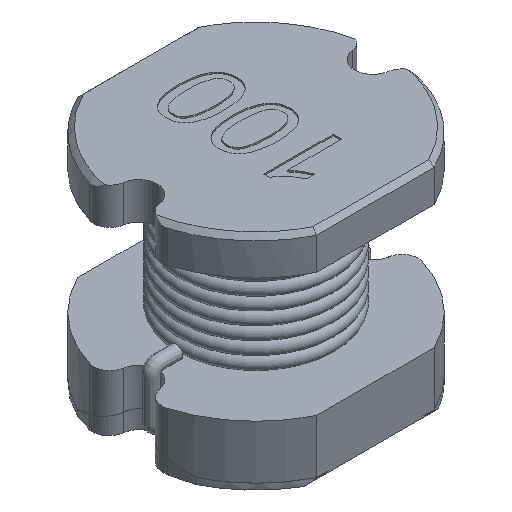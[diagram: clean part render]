
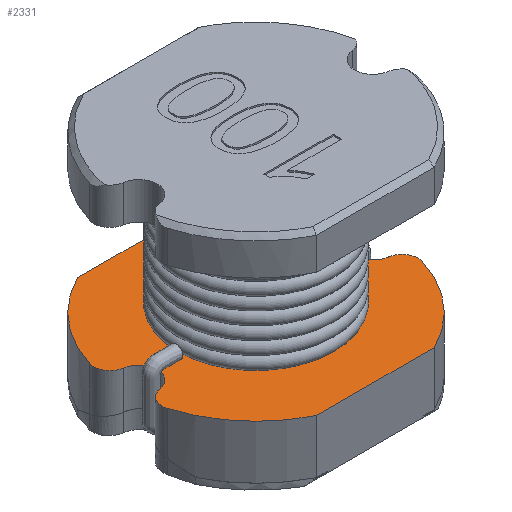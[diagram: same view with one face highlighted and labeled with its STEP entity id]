
A CAD part, isometric view. The second image highlights one B-rep face of the part: STEP entity #2331.
In plain terms, the highlighted planar face has unit normal (0, 0, 1).
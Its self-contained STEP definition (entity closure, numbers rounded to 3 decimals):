
#135=FACE_BOUND($,#524,.T.);
#301=CIRCLE($,#2508,0.35);
#302=CIRCLE($,#2509,0.4);
#303=CIRCLE($,#2510,0.35);
#304=CIRCLE($,#2511,2.9);
#305=CIRCLE($,#2512,2.9);
#306=CIRCLE($,#2513,0.35);
#307=CIRCLE($,#2514,0.4);
#308=CIRCLE($,#2515,0.35);
#309=CIRCLE($,#2516,2.9);
#310=CIRCLE($,#2517,2.9);
#311=CIRCLE($,#2518,1.2);
#364=FACE_OUTER_BOUND($,#523,.T.);
#523=EDGE_LOOP($,(#1632,#1633,#1634,#1635,#1636,#1637,#1638,#1639,#1640,
#1641,#1642,#1643));
#524=EDGE_LOOP($,(#1644));
#711=LINE($,#3125,#864);
#719=LINE($,#3142,#872);
#864=VECTOR($,#2661,2.569);
#872=VECTOR($,#2671,2.569);
#1017=VERTEX_POINT($,#3122);
#1018=VERTEX_POINT($,#3124);
#1025=VERTEX_POINT($,#3139);
#1026=VERTEX_POINT($,#3141);
#1045=VERTEX_POINT($,#3281);
#1046=VERTEX_POINT($,#3282);
#1047=VERTEX_POINT($,#3284);
#1048=VERTEX_POINT($,#3286);
#1049=VERTEX_POINT($,#3289);
#1050=VERTEX_POINT($,#3291);
#1051=VERTEX_POINT($,#3293);
#1052=VERTEX_POINT($,#3295);
#1053=VERTEX_POINT($,#3299);
#1241=EDGE_CURVE($,#1018,#1017,#711,.T.);
#1249=EDGE_CURVE($,#1026,#1025,#719,.T.);
#1279=EDGE_CURVE($,#1045,#1046,#301,.T.);
#1280=EDGE_CURVE($,#1047,#1046,#302,.T.);
#1281=EDGE_CURVE($,#1048,#1047,#303,.T.);
#1282=EDGE_CURVE($,#1048,#1018,#304,.T.);
#1283=EDGE_CURVE($,#1017,#1049,#305,.T.);
#1284=EDGE_CURVE($,#1049,#1050,#306,.T.);
#1285=EDGE_CURVE($,#1051,#1050,#307,.T.);
#1286=EDGE_CURVE($,#1052,#1051,#308,.T.);
#1287=EDGE_CURVE($,#1052,#1026,#309,.T.);
#1288=EDGE_CURVE($,#1025,#1045,#310,.T.);
#1289=EDGE_CURVE($,#1053,#1053,#311,.T.);
#1632=ORIENTED_EDGE($,*,*,#1279,.T.);
#1633=ORIENTED_EDGE($,*,*,#1280,.F.);
#1634=ORIENTED_EDGE($,*,*,#1281,.F.);
#1635=ORIENTED_EDGE($,*,*,#1282,.T.);
#1636=ORIENTED_EDGE($,*,*,#1241,.T.);
#1637=ORIENTED_EDGE($,*,*,#1283,.T.);
#1638=ORIENTED_EDGE($,*,*,#1284,.T.);
#1639=ORIENTED_EDGE($,*,*,#1285,.F.);
#1640=ORIENTED_EDGE($,*,*,#1286,.F.);
#1641=ORIENTED_EDGE($,*,*,#1287,.T.);
#1642=ORIENTED_EDGE($,*,*,#1249,.T.);
#1643=ORIENTED_EDGE($,*,*,#1288,.T.);
#1644=ORIENTED_EDGE($,*,*,#1289,.F.);
#2283=PLANE($,#2507);
#2331=ADVANCED_FACE($,(#364,#135),#2283,.T.);
#2507=AXIS2_PLACEMENT_3D($,#3280,#2711,#2712);
#2508=AXIS2_PLACEMENT_3D($,#3283,#2713,#2714);
#2509=AXIS2_PLACEMENT_3D($,#3285,#2715,#2716);
#2510=AXIS2_PLACEMENT_3D($,#3287,#2717,#2718);
#2511=AXIS2_PLACEMENT_3D($,#3288,#2719,#2720);
#2512=AXIS2_PLACEMENT_3D($,#3290,#2721,#2722);
#2513=AXIS2_PLACEMENT_3D($,#3292,#2723,#2724);
#2514=AXIS2_PLACEMENT_3D($,#3294,#2725,#2726);
#2515=AXIS2_PLACEMENT_3D($,#3296,#2727,#2728);
#2516=AXIS2_PLACEMENT_3D($,#3297,#2729,#2730);
#2517=AXIS2_PLACEMENT_3D($,#3298,#2731,#2732);
#2518=AXIS2_PLACEMENT_3D($,#3300,#2733,#2734);
#2661=DIRECTION($,(-1.,0.,0.));
#2671=DIRECTION($,(1.,0.,0.));
#2711=DIRECTION('center_axis',(0.,0.,1.));
#2712=DIRECTION('ref_axis',(1.,0.,0.));
#2713=DIRECTION('center_axis',(0.,0.,
1.));
#2714=DIRECTION('ref_axis',(0.147,0.989,0.));
#2715=DIRECTION('center_axis',(0.,0.,
1.));
#2716=DIRECTION('ref_axis',(-0.147,-0.989,0.));
#2717=DIRECTION('center_axis',(0.,0.,-1.));
#2718=DIRECTION('ref_axis',(0.147,-0.989,0.));
#2719=DIRECTION('center_axis',(0.,0.,1.));
#2720=DIRECTION('ref_axis',(0.443,0.897,0.));
#2721=DIRECTION('center_axis',(0.,0.,
1.));
#2722=DIRECTION('ref_axis',(-0.957,0.291,0.));
#2723=DIRECTION('center_axis',(0.,0.,
1.));
#2724=DIRECTION('ref_axis',(-0.147,-0.989,0.));
#2725=DIRECTION('center_axis',(0.,0.,
1.));
#2726=DIRECTION('ref_axis',(0.147,0.989,0.));
#2727=DIRECTION('center_axis',(0.,0.,-1.));
#2728=DIRECTION('ref_axis',(-0.147,0.989,0.));
#2729=DIRECTION('center_axis',(0.,0.,1.));
#2730=DIRECTION('ref_axis',(-0.443,-0.897,0.));
#2731=DIRECTION('center_axis',(0.,0.,1.));
#2732=DIRECTION('ref_axis',(0.957,-0.291,0.));
#2733=DIRECTION('center_axis',(0.,0.,1.));
#2734=DIRECTION('ref_axis',(-0.811,0.585,0.));
#3122=CARTESIAN_POINT('',(-1.27,2.61,1.3));
#3124=CARTESIAN_POINT('',(1.299,2.61,1.3));
#3125=CARTESIAN_POINT($,(1.299,2.61,1.3));
#3139=CARTESIAN_POINT('',(1.299,-2.59,1.3));
#3141=CARTESIAN_POINT('',(-1.27,-2.59,1.3));
#3142=CARTESIAN_POINT($,(-1.27,-2.59,1.3));
#3280=CARTESIAN_POINT('Origin',(0.015,2.9,1.3));
#3281=CARTESIAN_POINT('',(2.789,-0.834,1.3));
#3282=CARTESIAN_POINT('',(2.506,-0.386,1.3));
#3283=CARTESIAN_POINT('Origin',(2.454,-0.732,1.3));
#3284=CARTESIAN_POINT('',(2.506,0.406,1.3));
#3285=CARTESIAN_POINT('Origin',(2.564,0.01,1.3));
#3286=CARTESIAN_POINT('',(2.789,0.854,1.3));
#3287=CARTESIAN_POINT('Origin',(2.454,0.752,1.3));
#3288=CARTESIAN_POINT('Origin',(0.015,0.01,1.3));
#3289=CARTESIAN_POINT('',(-2.76,0.854,1.3));
#3290=CARTESIAN_POINT('Origin',(0.015,0.01,1.3));
#3291=CARTESIAN_POINT('',(-2.477,0.406,1.3));
#3292=CARTESIAN_POINT('Origin',(-2.425,0.752,1.3));
#3293=CARTESIAN_POINT('',(-2.477,-0.386,1.3));
#3294=CARTESIAN_POINT('Origin',(-2.536,0.01,1.3));
#3295=CARTESIAN_POINT('',(-2.76,-0.834,1.3));
#3296=CARTESIAN_POINT('Origin',(-2.425,-0.732,1.3));
#3297=CARTESIAN_POINT('Origin',(0.015,0.01,1.3));
#3298=CARTESIAN_POINT('Origin',(0.015,0.01,1.3));
#3299=CARTESIAN_POINT('',(-1.193,0.005,1.3));
#3300=CARTESIAN_POINT('Origin',(0.007,0.005,
1.3));
